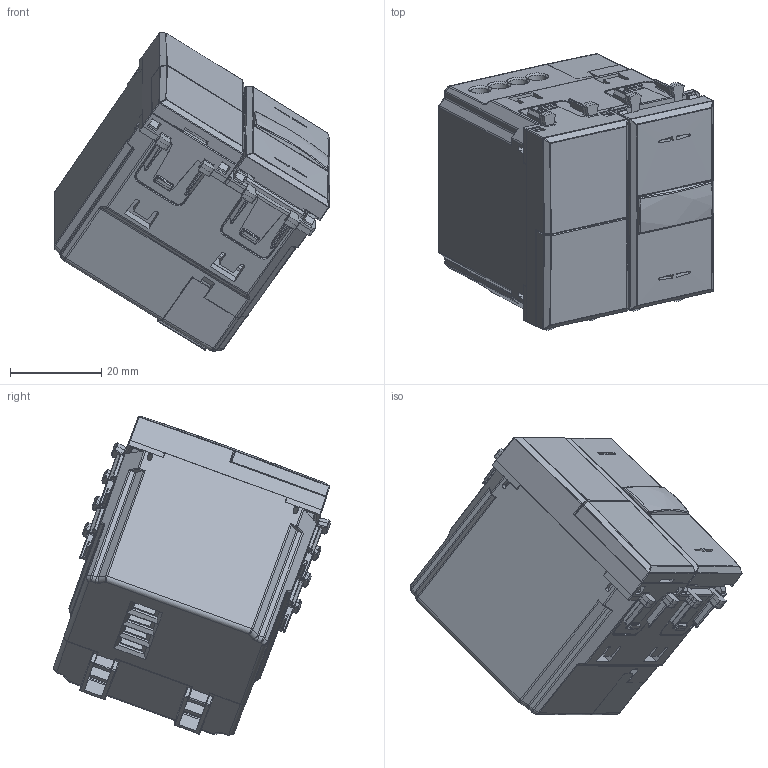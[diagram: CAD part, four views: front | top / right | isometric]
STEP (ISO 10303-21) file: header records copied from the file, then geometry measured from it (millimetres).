
FILE_DESCRIPTION(('CATIA V5 STEP Exchange'),'2;1');
FILE_NAME('443ABRT01.stp','2024-03-05T09:27:04+00:00',('none'),('none'),'CATIA Version 5-6 Release 2016 SP6','CATIA V5 STEP AP203','none');
FILE_SCHEMA(('CONFIG_CONTROL_DESIGN'));
Products named in the file (1): 443ABRT01
Assembly tree (12 placements, depth 2):
  443ABRT01
    #57
    #21645  x2
    #23629  x2
    #25130
    #44442
    #70421
    #74684
    #103001
    #106733
    #112104
Bounding box: 60.36 x 60.58 x 69.73 mm (x, y, z)
Volume: 26774.1 mm3; surface area: 38207 mm2
Topology: 11 solids, 11 shells, 2990 faces, 8231 edges, 5148 vertices
Faces by surface type: plane 1529, cylinder 865, bspline 274, cone 140, sphere 119, torus 58, revolution 5
Entity records: 112115 total; most frequent: CARTESIAN_POINT 48690, ORIENTED_EDGE 15550, DIRECTION 9053, EDGE_CURVE 7775, VERTEX_POINT 4941, VECTOR 4183, LINE 4183, EDGE_LOOP 2952
